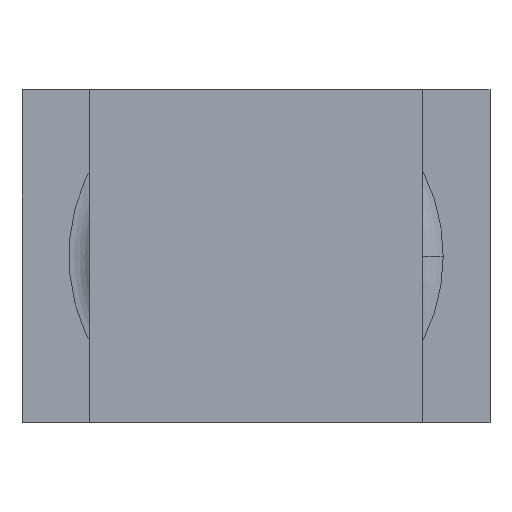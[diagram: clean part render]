
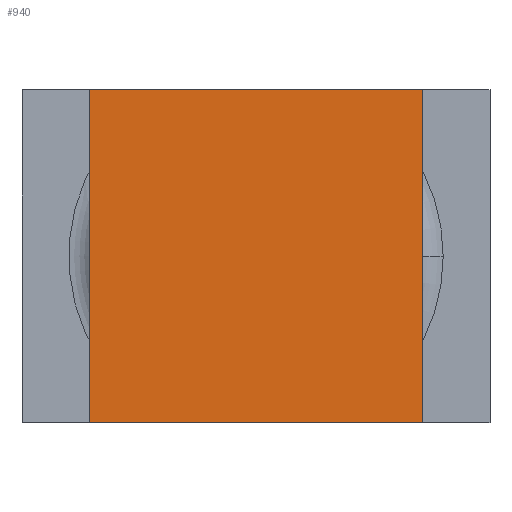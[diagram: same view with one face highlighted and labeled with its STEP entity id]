
A CAD part, top view. The second image highlights one B-rep face of the part: STEP entity #940.
In plain terms, the highlighted planar face has unit normal (0, 0, 1).
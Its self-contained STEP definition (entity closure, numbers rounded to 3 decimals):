
#28 = ORIENTED_EDGE ( 'NONE', *, *, #320, .T. ) ;
#55 = CARTESIAN_POINT ( 'NONE',  ( 1.6, -1.6, 2.6 ) ) ;
#66 = LINE ( 'NONE', #55, #1136 ) ;
#76 = VERTEX_POINT ( 'NONE', #670 ) ;
#86 = DIRECTION ( 'NONE',  ( -1., 0., 0. ) ) ;
#91 = VECTOR ( 'NONE', #664, 1000. ) ;
#199 = ORIENTED_EDGE ( 'NONE', *, *, #884, .T. ) ;
#232 = VERTEX_POINT ( 'NONE', #975 ) ;
#283 = VERTEX_POINT ( 'NONE', #1000 ) ;
#305 = LINE ( 'NONE', #577, #726 ) ;
#320 = EDGE_CURVE ( 'NONE', #232, #76, #305, .T. ) ;
#368 = EDGE_CURVE ( 'NONE', #283, #770, #404, .T. ) ;
#404 = LINE ( 'NONE', #755, #91 ) ;
#463 = PLANE ( 'NONE',  #486 ) ;
#471 = VECTOR ( 'NONE', #713, 1000. ) ;
#486 = AXIS2_PLACEMENT_3D ( 'NONE', #524, #890, #86 ) ;
#521 = EDGE_CURVE ( 'NONE', #770, #232, #616, .T. ) ;
#524 = CARTESIAN_POINT ( 'NONE',  ( 0., 0., 2.6 ) ) ;
#564 = ORIENTED_EDGE ( 'NONE', *, *, #521, .T. ) ;
#577 = CARTESIAN_POINT ( 'NONE',  ( -1.6, -1.6, 2.6 ) ) ;
#616 = LINE ( 'NONE', #721, #471 ) ;
#640 = CARTESIAN_POINT ( 'NONE',  ( -1.6, 1.6, 2.6 ) ) ;
#664 = DIRECTION ( 'NONE',  ( -1., 0., 0. ) ) ;
#670 = CARTESIAN_POINT ( 'NONE',  ( 1.6, -1.6, 2.6 ) ) ;
#674 = DIRECTION ( 'NONE',  ( 0., 1., 0. ) ) ;
#699 = FACE_OUTER_BOUND ( 'NONE', #1074, .T. ) ;
#713 = DIRECTION ( 'NONE',  ( 0., -1., 0. ) ) ;
#721 = CARTESIAN_POINT ( 'NONE',  ( -1.6, -1.6, 2.6 ) ) ;
#726 = VECTOR ( 'NONE', #1022, 1000. ) ;
#755 = CARTESIAN_POINT ( 'NONE',  ( -1.6, 1.6, 2.6 ) ) ;
#770 = VERTEX_POINT ( 'NONE', #640 ) ;
#884 = EDGE_CURVE ( 'NONE', #76, #283, #66, .T. ) ;
#889 = ORIENTED_EDGE ( 'NONE', *, *, #368, .T. ) ;
#890 = DIRECTION ( 'NONE',  ( 0., 0., -1. ) ) ;
#940 = ADVANCED_FACE ( 'NONE', ( #699 ), #463, .F. ) ;
#975 = CARTESIAN_POINT ( 'NONE',  ( -1.6, -1.6, 2.6 ) ) ;
#1000 = CARTESIAN_POINT ( 'NONE',  ( 1.6, 1.6, 2.6 ) ) ;
#1022 = DIRECTION ( 'NONE',  ( 1., 0., 0. ) ) ;
#1074 = EDGE_LOOP ( 'NONE', ( #199, #889, #564, #28 ) ) ;
#1136 = VECTOR ( 'NONE', #674, 1000. ) ;
